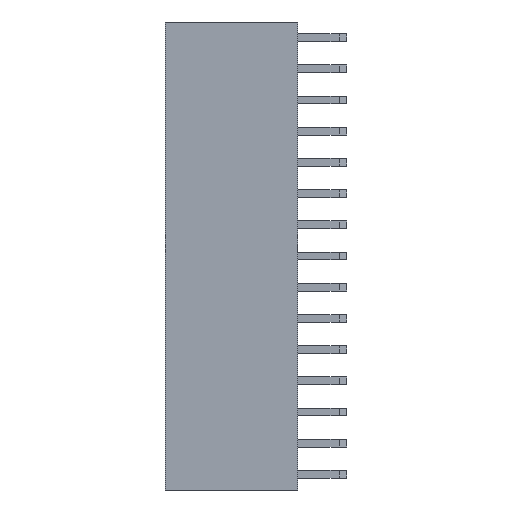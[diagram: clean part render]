
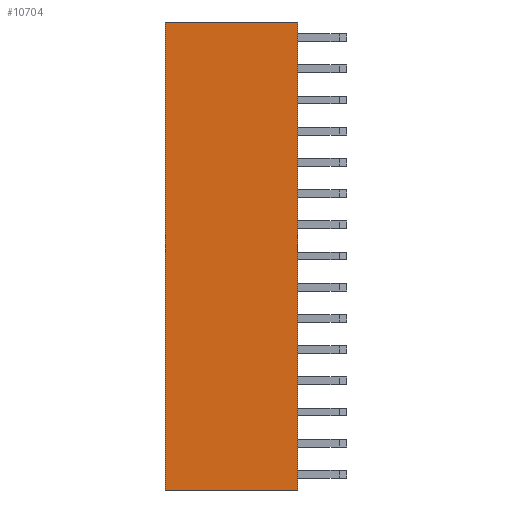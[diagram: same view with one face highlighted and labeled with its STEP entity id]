
A CAD part, left-side view. The second image highlights one B-rep face of the part: STEP entity #10704.
In plain terms, the highlighted planar face has unit normal (-1, 0, 0).
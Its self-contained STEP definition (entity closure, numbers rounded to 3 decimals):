
#266 = FACE_OUTER_BOUND ( 'NONE', #2086, .T. ) ;
#2086 = EDGE_LOOP ( 'NONE', ( #18689, #7075, #5334, #4939 ) ) ;
#2391 = DIRECTION ( 'NONE',  ( 1., 0., 0. ) ) ;
#2393 = EDGE_CURVE ( 'NONE', #2660, #4535, #16226, .T. ) ;
#2660 = VERTEX_POINT ( 'NONE', #4054 ) ;
#3593 = DIRECTION ( 'NONE',  ( 0., 0., 1. ) ) ;
#4054 = CARTESIAN_POINT ( 'NONE',  ( -3., 8.5, -29. ) ) ;
#4535 = VERTEX_POINT ( 'NONE', #10080 ) ;
#4813 = CARTESIAN_POINT ( 'NONE',  ( -3., 0., -29. ) ) ;
#4939 = ORIENTED_EDGE ( 'NONE', *, *, #15128, .T. ) ;
#5334 = ORIENTED_EDGE ( 'NONE', *, *, #2393, .F. ) ;
#5431 = DIRECTION ( 'NONE',  ( 0., -1., 0. ) ) ;
#5753 = CARTESIAN_POINT ( 'NONE',  ( -3., 0., 1. ) ) ;
#6714 = PLANE ( 'NONE',  #18592 ) ;
#7075 = ORIENTED_EDGE ( 'NONE', *, *, #20293, .F. ) ;
#7981 = VECTOR ( 'NONE', #13113, 1000. ) ;
#8013 = CARTESIAN_POINT ( 'NONE',  ( -3., 8.5, 1. ) ) ;
#8289 = VECTOR ( 'NONE', #5431, 1000. ) ;
#8298 = VECTOR ( 'NONE', #3593, 1000. ) ;
#9918 = CARTESIAN_POINT ( 'NONE',  ( -3., 8.5, 1. ) ) ;
#10080 = CARTESIAN_POINT ( 'NONE',  ( -3., 8.5, 1. ) ) ;
#10357 = CARTESIAN_POINT ( 'NONE',  ( -3., 8.5, 1. ) ) ;
#10704 = ADVANCED_FACE ( 'NONE', ( #266 ), #6714, .F. ) ;
#11638 = LINE ( 'NONE', #17655, #8298 ) ;
#11708 = LINE ( 'NONE', #9918, #8289 ) ;
#12702 = VERTEX_POINT ( 'NONE', #5753 ) ;
#13113 = DIRECTION ( 'NONE',  ( 0., -1., 0. ) ) ;
#13588 = DIRECTION ( 'NONE',  ( 0., 0., -1. ) ) ;
#14584 = LINE ( 'NONE', #14685, #7981 ) ;
#14685 = CARTESIAN_POINT ( 'NONE',  ( -3., 8.5, -29. ) ) ;
#15053 = EDGE_CURVE ( 'NONE', #17239, #12702, #11638, .T. ) ;
#15128 = EDGE_CURVE ( 'NONE', #2660, #17239, #14584, .T. ) ;
#16226 = LINE ( 'NONE', #8013, #18063 ) ;
#17239 = VERTEX_POINT ( 'NONE', #4813 ) ;
#17655 = CARTESIAN_POINT ( 'NONE',  ( -3., 0., 1. ) ) ;
#18007 = DIRECTION ( 'NONE',  ( 0., 0., 1. ) ) ;
#18063 = VECTOR ( 'NONE', #18007, 1000. ) ;
#18592 = AXIS2_PLACEMENT_3D ( 'NONE', #10357, #2391, #13588 ) ;
#18689 = ORIENTED_EDGE ( 'NONE', *, *, #15053, .T. ) ;
#20293 = EDGE_CURVE ( 'NONE', #4535, #12702, #11708, .T. ) ;
